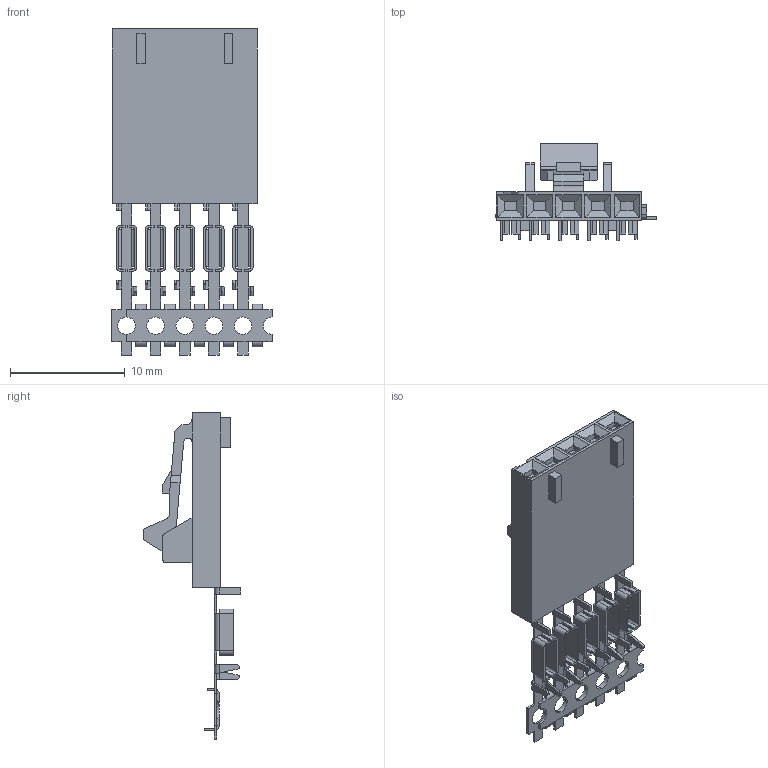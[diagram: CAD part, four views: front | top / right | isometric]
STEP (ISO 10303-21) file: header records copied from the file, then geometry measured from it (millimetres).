
FILE_DESCRIPTION(('FreeCAD Model'),'2;1');
FILE_NAME('Open CASCADE Shape Model','2022-07-17T11:11:24',('Author'),( ''),'Open CASCADE STEP processor 7.4','FreeCAD','Unknown');
FILE_SCHEMA(('AUTOMOTIVE_DESIGN { 1 0 10303 214 1 1 1 1 }'));
Length unit declared in the file: millimetre
Products named in the file (1): C-5-103960-4
Bounding box: 13.97 x 8.48 x 28.45 mm (x, y, z)
Volume: 571.3 mm3; surface area: 1215.6 mm2
Topology: 1 solids, 1 shells, 608 faces, 1590 edges, 985 vertices
Faces by surface type: plane 470, cylinder 138
Entity records: 19275 total; most frequent: CARTESIAN_POINT 3244, ORIENTED_EDGE 3180, DIRECTION 3079, EDGE_CURVE 1590, LINE 1279, VECTOR 1279, VERTEX_POINT 985, AXIS2_PLACEMENT_3D 900
